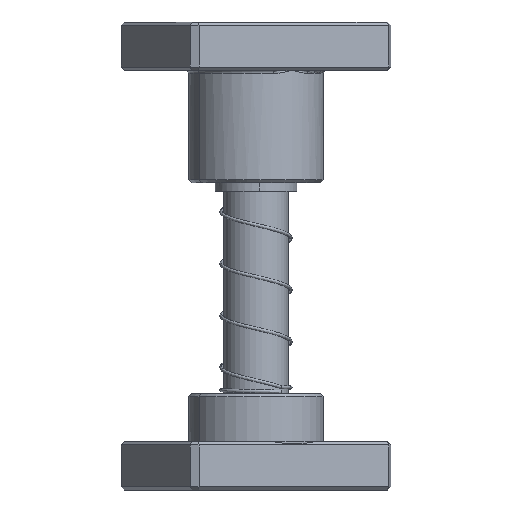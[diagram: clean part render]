
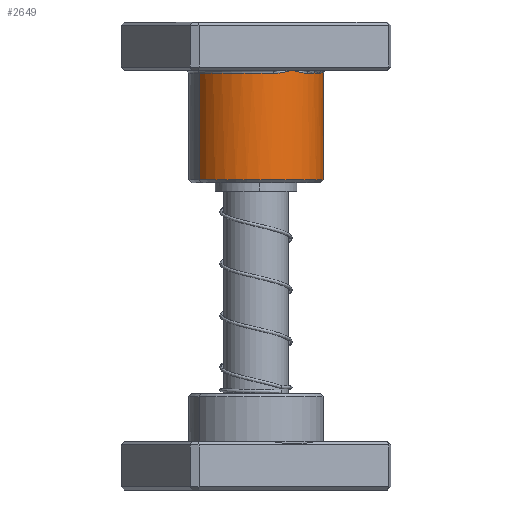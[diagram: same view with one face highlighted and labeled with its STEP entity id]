
A CAD part, front view. The second image highlights one B-rep face of the part: STEP entity #2649.
In plain terms, the highlighted cylindrical face has radius 21 mm (diameter 42 mm), a partial arc.
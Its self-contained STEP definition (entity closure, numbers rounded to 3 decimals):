
#59 = ORIENTED_EDGE ( 'NONE', *, *, #34203, .T. ) ;
#874 = EDGE_CURVE ( 'NONE', #20556, #8824, #7195, .T. ) ;
#1689 = DIRECTION ( 'NONE',  ( 1., 0., 0. ) ) ;
#2226 = CARTESIAN_POINT ( 'NONE',  ( -0.261, -21., 15.058 ) ) ;
#2587 = EDGE_LOOP ( 'NONE', ( #17989, #33843, #59, #19479, #20154, #16928, #3754 ) ) ;
#2649 = ADVANCED_FACE ( 'NONE', ( #33613 ), #5385, .T. ) ;
#3011 = DIRECTION ( 'NONE',  ( 0., 0., 1. ) ) ;
#3754 = ORIENTED_EDGE ( 'NONE', *, *, #874, .T. ) ;
#4962 = DIRECTION ( 'NONE',  ( 0., 0., 1. ) ) ;
#5385 = CYLINDRICAL_SURFACE ( 'NONE', #28638, 21. ) ;
#6772 = VERTEX_POINT ( 'NONE', #23554 ) ;
#7195 = CIRCLE ( 'NONE', #25277, 21. ) ;
#7199 = CARTESIAN_POINT ( 'NONE',  ( 0., -21., 15. ) ) ;
#8145 = CARTESIAN_POINT ( 'NONE',  ( -6.259, -20.045, 16. ) ) ;
#8559 = CARTESIAN_POINT ( 'NONE',  ( 21., 0., 49. ) ) ;
#8592 = B_SPLINE_CURVE_WITH_KNOTS ( 'NONE', 3,
 ( #20710, #33809, #25993, #10093, #28676, #12802, #31344, #15475, #34035, #18148, #2226, #20809 ),
 .UNSPECIFIED., .F., .F.,
 ( 4, 2, 2, 2, 2, 4 ),
 ( 0., 0.002, 0.003, 0.005, 0.006, 0.006 ),
 .UNSPECIFIED. ) ;
#8824 = VERTEX_POINT ( 'NONE', #31194 ) ;
#9816 = CARTESIAN_POINT ( 'NONE',  ( 3.67, -20.684, 15.754 ) ) ;
#10093 = CARTESIAN_POINT ( 'NONE',  ( -4.189, -20.585, 15.837 ) ) ;
#10270 = VECTOR ( 'NONE', #16935, 1000. ) ;
#10597 = CARTESIAN_POINT ( 'NONE',  ( -21., 0., 16. ) ) ;
#11563 = CARTESIAN_POINT ( 'NONE',  ( -21., 0., 50. ) ) ;
#11943 = CARTESIAN_POINT ( 'NONE',  ( -21., 0., 49. ) ) ;
#12518 = CARTESIAN_POINT ( 'NONE',  ( 5.225, -20.347, 15.959 ) ) ;
#12802 = CARTESIAN_POINT ( 'NONE',  ( -2.627, -20.842, 15.566 ) ) ;
#13231 = LINE ( 'NONE', #29027, #33554 ) ;
#14469 = EDGE_CURVE ( 'NONE', #20450, #8824, #13231, .T. ) ;
#15217 = CARTESIAN_POINT ( 'NONE',  ( 6.259, -20.045, 16. ) ) ;
#15475 = CARTESIAN_POINT ( 'NONE',  ( -1.314, -20.96, 15.291 ) ) ;
#15579 = EDGE_CURVE ( 'NONE', #16272, #6772, #8592, .T. ) ;
#15641 = CARTESIAN_POINT ( 'NONE',  ( 0., 0., 50. ) ) ;
#16272 = VERTEX_POINT ( 'NONE', #8145 ) ;
#16928 = ORIENTED_EDGE ( 'NONE', *, *, #20155, .T. ) ;
#16935 = DIRECTION ( 'NONE',  ( 0., 0., -1. ) ) ;
#17605 = DIRECTION ( 'NONE',  ( 0., 0., -1. ) ) ;
#17989 = ORIENTED_EDGE ( 'NONE', *, *, #14469, .F. ) ;
#18148 = CARTESIAN_POINT ( 'NONE',  ( -0.526, -20.995, 15.117 ) ) ;
#18211 = LINE ( 'NONE', #11563, #10270 ) ;
#19479 = ORIENTED_EDGE ( 'NONE', *, *, #24455, .T. ) ;
#20154 = ORIENTED_EDGE ( 'NONE', *, *, #15579, .T. ) ;
#20155 = EDGE_CURVE ( 'NONE', #6772, #20556, #26374, .T. ) ;
#20450 = VERTEX_POINT ( 'NONE', #8559 ) ;
#20556 = VERTEX_POINT ( 'NONE', #32911 ) ;
#20710 = CARTESIAN_POINT ( 'NONE',  ( -6.259, -20.045, 16. ) ) ;
#20809 = CARTESIAN_POINT ( 'NONE',  ( 0., -21., 15. ) ) ;
#20894 = CARTESIAN_POINT ( 'NONE',  ( 0., 0., 16. ) ) ;
#23068 = CARTESIAN_POINT ( 'NONE',  ( 1.052, -21., 15.235 ) ) ;
#23537 = DIRECTION ( 'NONE',  ( 1., 0., 0. ) ) ;
#23554 = CARTESIAN_POINT ( 'NONE',  ( 0., -21., 15. ) ) ;
#24455 = EDGE_CURVE ( 'NONE', #30762, #16272, #30451, .T. ) ;
#25277 = AXIS2_PLACEMENT_3D ( 'NONE', #33895, #3011, #25734 ) ;
#25288 = EDGE_CURVE ( 'NONE', #20450, #31641, #30779, .T. ) ;
#25712 = CARTESIAN_POINT ( 'NONE',  ( 2.106, -20.921, 15.471 ) ) ;
#25734 = DIRECTION ( 'NONE',  ( 1., 0., 0. ) ) ;
#25993 = CARTESIAN_POINT ( 'NONE',  ( -5.225, -20.347, 15.959 ) ) ;
#26198 = DIRECTION ( 'NONE',  ( 0., 0., -1. ) ) ;
#26374 = B_SPLINE_CURVE_WITH_KNOTS ( 'NONE', 3,
 ( #7199, #23068, #25712, #9816, #28410, #12518, #31067, #15217 ),
 .UNSPECIFIED., .F., .F.,
 ( 4, 2, 2, 4 ),
 ( 0., 0.003, 0.005, 0.006 ),
 .UNSPECIFIED. ) ;
#27574 = AXIS2_PLACEMENT_3D ( 'NONE', #33461, #17605, #1689 ) ;
#28410 = CARTESIAN_POINT ( 'NONE',  ( 4.189, -20.585, 15.837 ) ) ;
#28431 = AXIS2_PLACEMENT_3D ( 'NONE', #20894, #4962, #23537 ) ;
#28638 = AXIS2_PLACEMENT_3D ( 'NONE', #15641, #31747, #31501 ) ;
#28676 = CARTESIAN_POINT ( 'NONE',  ( -3.67, -20.684, 15.754 ) ) ;
#29027 = CARTESIAN_POINT ( 'NONE',  ( 21., 0., 50. ) ) ;
#30451 = CIRCLE ( 'NONE', #28431, 21. ) ;
#30762 = VERTEX_POINT ( 'NONE', #10597 ) ;
#30779 = CIRCLE ( 'NONE', #27574, 21. ) ;
#31067 = CARTESIAN_POINT ( 'NONE',  ( 5.741, -20.207, 16. ) ) ;
#31194 = CARTESIAN_POINT ( 'NONE',  ( 21., 0., 16. ) ) ;
#31344 = CARTESIAN_POINT ( 'NONE',  ( -2.103, -20.901, 15.459 ) ) ;
#31501 = DIRECTION ( 'NONE',  ( -1., 0., 0. ) ) ;
#31641 = VERTEX_POINT ( 'NONE', #11943 ) ;
#31747 = DIRECTION ( 'NONE',  ( 0., 0., -1. ) ) ;
#32911 = CARTESIAN_POINT ( 'NONE',  ( 6.259, -20.045, 16. ) ) ;
#33461 = CARTESIAN_POINT ( 'NONE',  ( 0., 0., 49. ) ) ;
#33554 = VECTOR ( 'NONE', #26198, 1000. ) ;
#33613 = FACE_OUTER_BOUND ( 'NONE', #2587, .T. ) ;
#33809 = CARTESIAN_POINT ( 'NONE',  ( -5.741, -20.207, 16. ) ) ;
#33843 = ORIENTED_EDGE ( 'NONE', *, *, #25288, .T. ) ;
#33895 = CARTESIAN_POINT ( 'NONE',  ( 0., 0., 16. ) ) ;
#34035 = CARTESIAN_POINT ( 'NONE',  ( -1.052, -20.975, 15.234 ) ) ;
#34203 = EDGE_CURVE ( 'NONE', #31641, #30762, #18211, .T. ) ;
